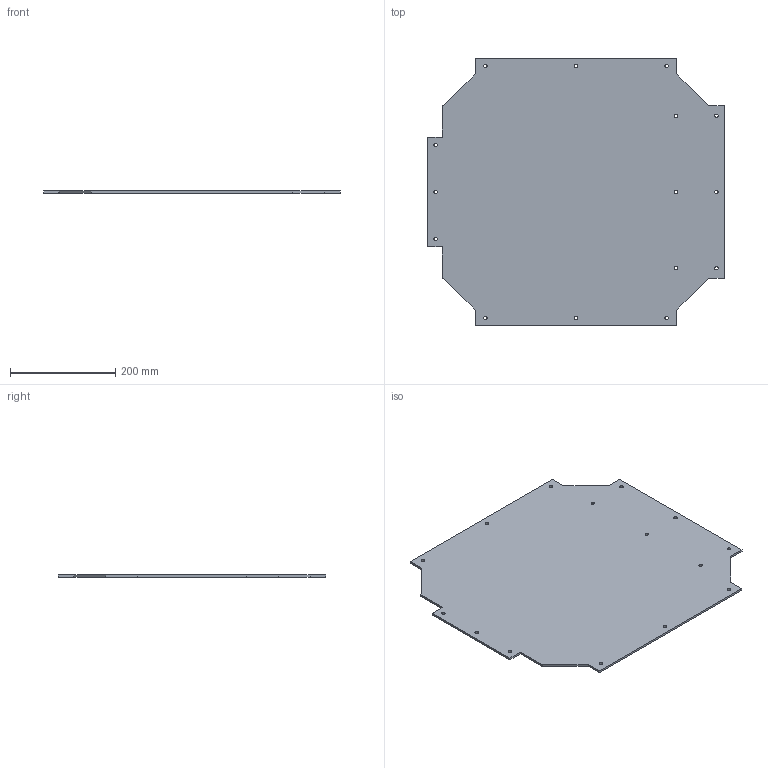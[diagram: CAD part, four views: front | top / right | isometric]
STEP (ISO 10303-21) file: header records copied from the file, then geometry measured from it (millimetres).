
FILE_DESCRIPTION(/* description */ (''),/* implementation_level */ '2;1');
FILE_NAME(/* name */ 'panel_side_left_300.step',/* time_stamp */ '2021-09-25T21:33:35+01:00',/* author */ (''),/* organization */ (''),/* preprocessor_version */ 'ST-DEVELOPER v18.1',/* originating_system */ 'Autodesk Translation Framework v10.10.0.1391',/* authorisation */ '');
FILE_SCHEMA (('AUTOMOTIVE_DESIGN { 1 0 10303 214 3 1 1 }'));
Length unit declared in the file: millimetre
Products named in the file (1): panel_side_left_300
Bounding box: 565 x 510 x 4 mm (x, y, z)
Volume: 1035149 mm3; surface area: 526853.4 mm2
Topology: 1 solids, 1 shells, 37 faces, 105 edges, 70 vertices
Faces by surface type: plane 22, cylinder 15
Full cylindrical faces by diameter (mm): 6.6 x15
Entity records: 1302 total; most frequent: CARTESIAN_POINT 213, DIRECTION 211, ORIENTED_EDGE 210, EDGE_CURVE 105, LINE 75, VECTOR 75, VERTEX_POINT 70, AXIS2_PLACEMENT_3D 68
